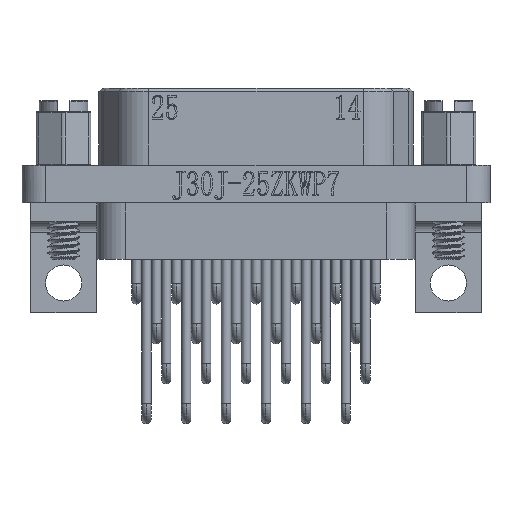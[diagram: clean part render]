
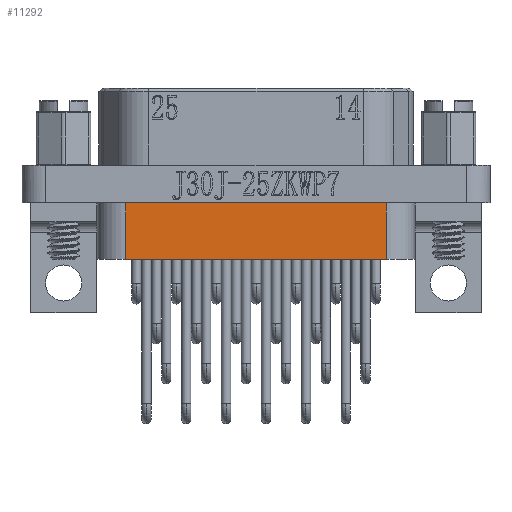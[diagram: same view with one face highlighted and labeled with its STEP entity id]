
A CAD part, front view. The second image highlights one B-rep face of the part: STEP entity #11292.
In plain terms, the highlighted planar face has unit normal (0, -1, 0).
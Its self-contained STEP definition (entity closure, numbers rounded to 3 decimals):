
#2179 = VECTOR ( 'NONE', #28825, 1000. ) ;
#3140 = AXIS2_PLACEMENT_3D ( 'NONE', #16945, #48985, #45262 ) ;
#4192 = VERTEX_POINT ( 'NONE', #25645 ) ;
#5416 = CARTESIAN_POINT ( 'NONE',  ( 8.3, -3.4, -6. ) ) ;
#7225 = CARTESIAN_POINT ( 'NONE',  ( -8.3, -3.4, -6. ) ) ;
#8447 = VECTOR ( 'NONE', #42473, 1000. ) ;
#8598 = LINE ( 'NONE', #20382, #35154 ) ;
#11004 = ORIENTED_EDGE ( 'NONE', *, *, #45274, .T. ) ;
#11091 = ORIENTED_EDGE ( 'NONE', *, *, #20078, .T. ) ;
#11292 = ADVANCED_FACE ( 'NONE', ( #26937 ), #44420, .F. ) ;
#13136 = CARTESIAN_POINT ( 'NONE',  ( -8.3, -3.4, -2.4 ) ) ;
#13837 = EDGE_CURVE ( 'NONE', #4192, #36447, #8598, .T. ) ;
#14158 = VERTEX_POINT ( 'NONE', #13136 ) ;
#15945 = CARTESIAN_POINT ( 'NONE',  ( 8.3, -3.4, -2.4 ) ) ;
#16945 = CARTESIAN_POINT ( 'NONE',  ( 8.3, -3.4, -6. ) ) ;
#20078 = EDGE_CURVE ( 'NONE', #38423, #14158, #50590, .T. ) ;
#20382 = CARTESIAN_POINT ( 'NONE',  ( 8.3, -3.4, -6. ) ) ;
#24226 = CARTESIAN_POINT ( 'NONE',  ( -8.3, -3.4, -6. ) ) ;
#25645 = CARTESIAN_POINT ( 'NONE',  ( 8.3, -3.4, -6. ) ) ;
#26191 = ORIENTED_EDGE ( 'NONE', *, *, #32274, .F. ) ;
#26343 = EDGE_LOOP ( 'NONE', ( #11091, #26191, #56405, #11004 ) ) ;
#26937 = FACE_OUTER_BOUND ( 'NONE', #26343, .T. ) ;
#28825 = DIRECTION ( 'NONE',  ( -1., 0., 0. ) ) ;
#32274 = EDGE_CURVE ( 'NONE', #36447, #14158, #34445, .T. ) ;
#34445 = LINE ( 'NONE', #7225, #8447 ) ;
#35154 = VECTOR ( 'NONE', #43853, 1000. ) ;
#36447 = VERTEX_POINT ( 'NONE', #24226 ) ;
#38423 = VERTEX_POINT ( 'NONE', #54262 ) ;
#41007 = VECTOR ( 'NONE', #54381, 1000. ) ;
#42473 = DIRECTION ( 'NONE',  ( 0., 0., 1. ) ) ;
#43853 = DIRECTION ( 'NONE',  ( -1., 0., 0. ) ) ;
#44414 = LINE ( 'NONE', #5416, #41007 ) ;
#44420 = PLANE ( 'NONE',  #3140 ) ;
#45262 = DIRECTION ( 'NONE',  ( 0., 0., 1. ) ) ;
#45274 = EDGE_CURVE ( 'NONE', #4192, #38423, #44414, .T. ) ;
#48985 = DIRECTION ( 'NONE',  ( 0., 1., 0. ) ) ;
#50590 = LINE ( 'NONE', #15945, #2179 ) ;
#54262 = CARTESIAN_POINT ( 'NONE',  ( 8.3, -3.4, -2.4 ) ) ;
#54381 = DIRECTION ( 'NONE',  ( 0., 0., 1. ) ) ;
#56405 = ORIENTED_EDGE ( 'NONE', *, *, #13837, .F. ) ;
